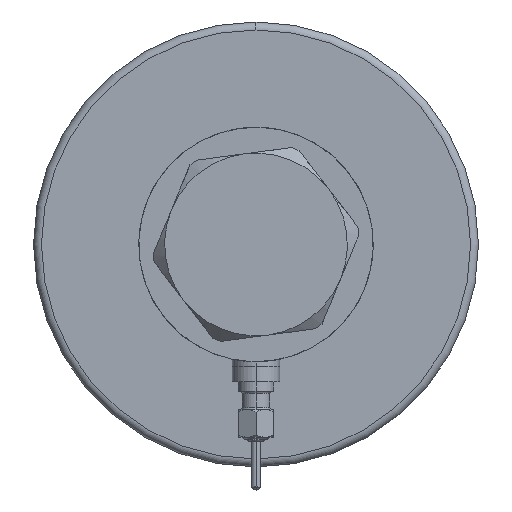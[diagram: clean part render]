
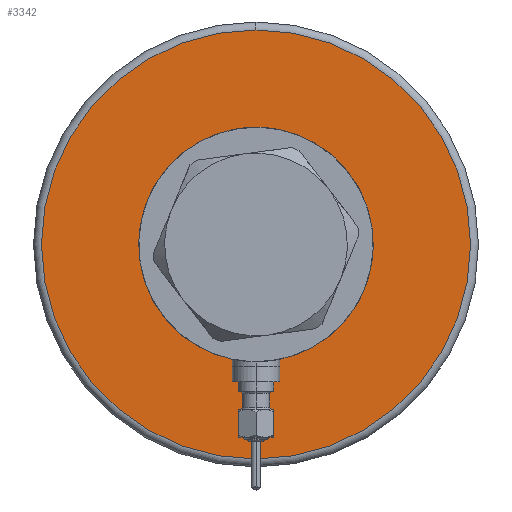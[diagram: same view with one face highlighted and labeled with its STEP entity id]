
A CAD part, left-side view. The second image highlights one B-rep face of the part: STEP entity #3342.
In plain terms, the highlighted face is planar.
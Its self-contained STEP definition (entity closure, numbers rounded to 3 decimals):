
#286 = CIRCLE ( 'NONE', #629, 54. ) ;
#316 = DIRECTION ( 'NONE',  ( 1., 0., 0. ) ) ;
#318 = ORIENTED_EDGE ( 'NONE', *, *, #3459, .T. ) ;
#346 = DIRECTION ( 'NONE',  ( 0., 0., 1. ) ) ;
#629 = AXIS2_PLACEMENT_3D ( 'NONE', #5609, #1330, #3531 ) ;
#849 = PLANE ( 'NONE',  #3492 ) ;
#1019 = CARTESIAN_POINT ( 'NONE',  ( 0., 0., 0. ) ) ;
#1330 = DIRECTION ( 'NONE',  ( 0., 0., -1. ) ) ;
#1376 = CARTESIAN_POINT ( 'NONE',  ( 0., 0., 0. ) ) ;
#1408 = AXIS2_PLACEMENT_3D ( 'NONE', #1019, #6390, #1653 ) ;
#1441 = CARTESIAN_POINT ( 'NONE',  ( 54., 0., 0. ) ) ;
#1491 = EDGE_CURVE ( 'NONE', #1553, #6412, #3251, .T. ) ;
#1553 = VERTEX_POINT ( 'NONE', #1580 ) ;
#1580 = CARTESIAN_POINT ( 'NONE',  ( 24., 0., 0. ) ) ;
#1586 = DIRECTION ( 'NONE',  ( 1., 0., 0. ) ) ;
#1653 = DIRECTION ( 'NONE',  ( 1., 0., 0. ) ) ;
#2031 = VERTEX_POINT ( 'NONE', #1441 ) ;
#2182 = CIRCLE ( 'NONE', #3846, 24. ) ;
#2210 = ORIENTED_EDGE ( 'NONE', *, *, #1491, .T. ) ;
#2984 = CARTESIAN_POINT ( 'NONE',  ( -54., 0., 0. ) ) ;
#3135 = CARTESIAN_POINT ( 'NONE',  ( 0., 0., 0. ) ) ;
#3239 = DIRECTION ( 'NONE',  ( 0., 0., 1. ) ) ;
#3251 = CIRCLE ( 'NONE', #4463, 24. ) ;
#3342 = ADVANCED_FACE ( 'NONE', ( #3578, #3999 ), #849, .F. ) ;
#3430 = EDGE_LOOP ( 'NONE', ( #2210, #4951 ) ) ;
#3459 = EDGE_CURVE ( 'NONE', #3565, #2031, #6491, .T. ) ;
#3492 = AXIS2_PLACEMENT_3D ( 'NONE', #1376, #346, #316 ) ;
#3531 = DIRECTION ( 'NONE',  ( 1., 0., 0. ) ) ;
#3565 = VERTEX_POINT ( 'NONE', #2984 ) ;
#3578 = FACE_OUTER_BOUND ( 'NONE', #6069, .T. ) ;
#3846 = AXIS2_PLACEMENT_3D ( 'NONE', #3135, #3239, #1586 ) ;
#3999 = FACE_BOUND ( 'NONE', #3430, .T. ) ;
#4463 = AXIS2_PLACEMENT_3D ( 'NONE', #5260, #4780, #5894 ) ;
#4780 = DIRECTION ( 'NONE',  ( 0., 0., 1. ) ) ;
#4951 = ORIENTED_EDGE ( 'NONE', *, *, #6769, .T. ) ;
#5094 = EDGE_CURVE ( 'NONE', #2031, #3565, #286, .T. ) ;
#5260 = CARTESIAN_POINT ( 'NONE',  ( 0., 0., 0. ) ) ;
#5609 = CARTESIAN_POINT ( 'NONE',  ( 0., 0., 0. ) ) ;
#5788 = ORIENTED_EDGE ( 'NONE', *, *, #5094, .T. ) ;
#5894 = DIRECTION ( 'NONE',  ( 1., 0., 0. ) ) ;
#6069 = EDGE_LOOP ( 'NONE', ( #5788, #318 ) ) ;
#6206 = CARTESIAN_POINT ( 'NONE',  ( -24., 0., 0. ) ) ;
#6390 = DIRECTION ( 'NONE',  ( 0., 0., -1. ) ) ;
#6412 = VERTEX_POINT ( 'NONE', #6206 ) ;
#6491 = CIRCLE ( 'NONE', #1408, 54. ) ;
#6769 = EDGE_CURVE ( 'NONE', #6412, #1553, #2182, .T. ) ;
